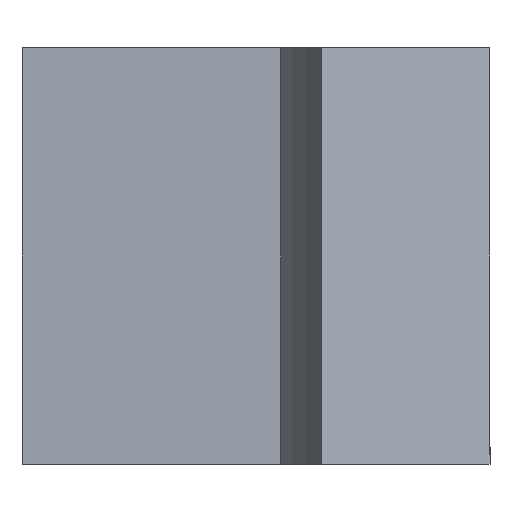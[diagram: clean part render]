
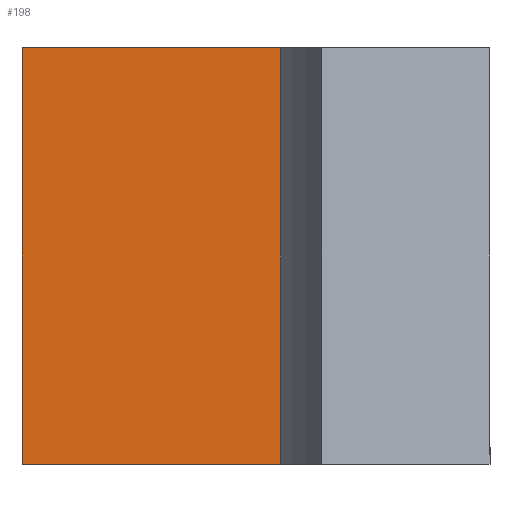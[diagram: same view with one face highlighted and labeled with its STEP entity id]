
A CAD part, left-side view. The second image highlights one B-rep face of the part: STEP entity #198.
In plain terms, the highlighted planar face has unit normal (-1, 0, 0).
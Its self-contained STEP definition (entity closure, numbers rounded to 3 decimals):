
#29=FACE_OUTER_BOUND('',#41,.T.);
#41=EDGE_LOOP('',(#137,#138,#139,#140));
#54=LINE('',#306,#73);
#55=LINE('',#308,#74);
#56=LINE('',#310,#75);
#57=LINE('',#311,#76);
#73=VECTOR('',#247,10.);
#74=VECTOR('',#248,10.);
#75=VECTOR('',#249,10.);
#76=VECTOR('',#250,10.);
#92=VERTEX_POINT('',#304);
#93=VERTEX_POINT('',#305);
#94=VERTEX_POINT('',#307);
#95=VERTEX_POINT('',#309);
#110=EDGE_CURVE('',#92,#93,#54,.T.);
#111=EDGE_CURVE('',#92,#94,#55,.T.);
#112=EDGE_CURVE('',#95,#94,#56,.T.);
#113=EDGE_CURVE('',#93,#95,#57,.T.);
#137=ORIENTED_EDGE('',*,*,#110,.F.);
#138=ORIENTED_EDGE('',*,*,#111,.T.);
#139=ORIENTED_EDGE('',*,*,#112,.F.);
#140=ORIENTED_EDGE('',*,*,#113,.F.);
#191=PLANE('',#224);
#198=ADVANCED_FACE('',(#29),#191,.T.);
#224=AXIS2_PLACEMENT_3D('',#303,#245,#246);
#245=DIRECTION('center_axis',(-1.,0.,0.));
#246=DIRECTION('ref_axis',(0.,0.,1.));
#247=DIRECTION('',(0.,0.,-1.));
#248=DIRECTION('',(0.,1.,0.));
#249=DIRECTION('',(0.,0.,1.));
#250=DIRECTION('',(0.,1.,0.));
#303=CARTESIAN_POINT('Origin',(2.93,8.705,6.68));
#304=CARTESIAN_POINT('',(2.93,8.361,13.68));
#305=CARTESIAN_POINT('',(2.93,8.361,6.68));
#306=CARTESIAN_POINT('',(2.93,8.361,6.68));
#307=CARTESIAN_POINT('',(2.93,12.705,13.68));
#308=CARTESIAN_POINT('',(2.93,8.705,13.68));
#309=CARTESIAN_POINT('',(2.93,12.705,6.68));
#310=CARTESIAN_POINT('',(2.93,12.705,6.68));
#311=CARTESIAN_POINT('',(2.93,8.705,6.68));
